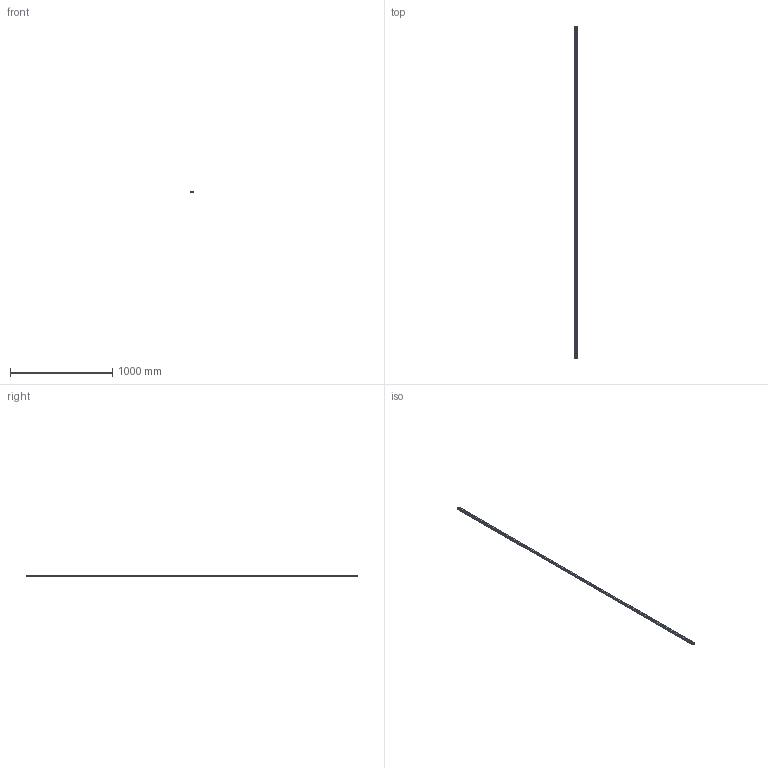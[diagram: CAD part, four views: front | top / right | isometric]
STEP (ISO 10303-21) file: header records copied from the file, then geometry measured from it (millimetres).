
FILE_DESCRIPTION(('STEP AP214'),'1');
FILE_NAME('cctmp_5B94879E-E1A1-4365-9477-A891195520F6_2021_02_09_17_37_03_0252..stp','2021-02-09T16:37:03',('HIWIN GmbH'),('CADClick - www.CADClick.com'),'Spatial InterOp 3D',' ','unknown authorization');
FILE_SCHEMA(('AUTOMOTIVE_DESIGN'));
Length unit declared in the file: millimetre
Products named in the file (1): EGR25R3240C_FILE
Bounding box: 23 x 3240 x 18 mm (x, y, z)
Volume: 1114363.6 mm3; surface area: 301004 mm2
Topology: 1 solids, 1 shells, 753 faces, 1917 edges, 1278 vertices
Faces by surface type: plane 409, cylinder 344
Entity records: 29399 total; most frequent: DIRECTION 4545, CARTESIAN_POINT 3949, ORIENTED_EDGE 3834, EDGE_CURVE 1917, AXIS2_PLACEMENT_3D 1874, VERTEX_POINT 1278, CIRCLE 904, EDGE_LOOP 865
